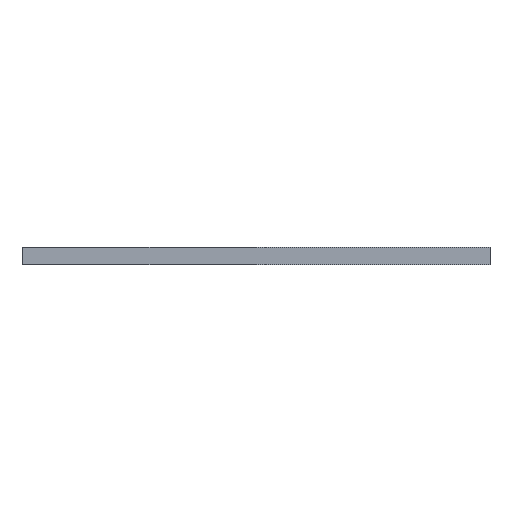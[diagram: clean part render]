
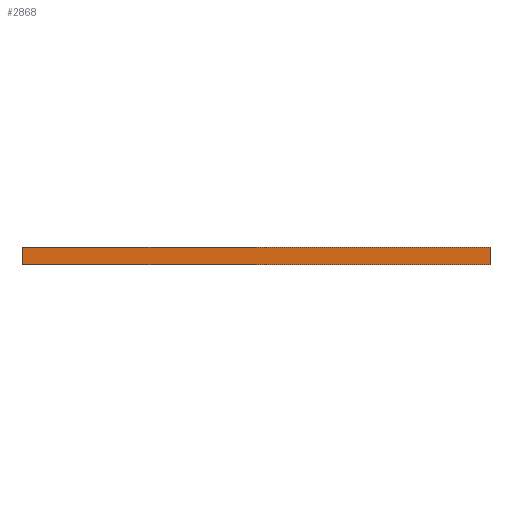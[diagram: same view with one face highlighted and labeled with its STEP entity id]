
A CAD part, left-side view. The second image highlights one B-rep face of the part: STEP entity #2868.
In plain terms, the highlighted planar face has unit normal (-1, 0, 0).
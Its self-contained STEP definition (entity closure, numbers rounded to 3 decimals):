
#34 = CARTESIAN_POINT ( 'NONE',  ( -22.4, -22.875, -0.85 ) ) ;
#63 = LINE ( 'NONE', #4466, #3829 ) ;
#292 = EDGE_CURVE ( 'NONE', #2694, #1273, #63, .T. ) ;
#296 = ORIENTED_EDGE ( 'NONE', *, *, #2960, .F. ) ;
#359 = CARTESIAN_POINT ( 'NONE',  ( -22.4, 22.875, 0.85 ) ) ;
#478 = DIRECTION ( 'NONE',  ( 0., 0., -1. ) ) ;
#755 = FACE_OUTER_BOUND ( 'NONE', #3643, .T. ) ;
#817 = CARTESIAN_POINT ( 'NONE',  ( -22.4, -22.875, 0.85 ) ) ;
#973 = LINE ( 'NONE', #1276, #1921 ) ;
#1273 = VERTEX_POINT ( 'NONE', #359 ) ;
#1276 = CARTESIAN_POINT ( 'NONE',  ( -22.4, 22.875, 0.85 ) ) ;
#1608 = DIRECTION ( 'NONE',  ( 0., 1., 0. ) ) ;
#1903 = EDGE_CURVE ( 'NONE', #3468, #3246, #4400, .T. ) ;
#1921 = VECTOR ( 'NONE', #4695, 1000. ) ;
#2041 = CARTESIAN_POINT ( 'NONE',  ( -22.4, -22.875, -0.85 ) ) ;
#2042 = DIRECTION ( 'NONE',  ( -1., 0., 0. ) ) ;
#2050 = VECTOR ( 'NONE', #1608, 1000. ) ;
#2303 = ORIENTED_EDGE ( 'NONE', *, *, #1903, .F. ) ;
#2444 = CARTESIAN_POINT ( 'NONE',  ( -22.4, 22.875, -0.85 ) ) ;
#2488 = DIRECTION ( 'NONE',  ( 0., 0., 1. ) ) ;
#2550 = VECTOR ( 'NONE', #478, 1000. ) ;
#2694 = VERTEX_POINT ( 'NONE', #5051 ) ;
#2717 = ORIENTED_EDGE ( 'NONE', *, *, #292, .T. ) ;
#2757 = ORIENTED_EDGE ( 'NONE', *, *, #2858, .T. ) ;
#2804 = AXIS2_PLACEMENT_3D ( 'NONE', #817, #2042, #2488 ) ;
#2858 = EDGE_CURVE ( 'NONE', #1273, #3246, #973, .T. ) ;
#2868 = ADVANCED_FACE ( 'NONE', ( #755 ), #3451, .T. ) ;
#2960 = EDGE_CURVE ( 'NONE', #2694, #3468, #4404, .T. ) ;
#3246 = VERTEX_POINT ( 'NONE', #2444 ) ;
#3451 = PLANE ( 'NONE',  #2804 ) ;
#3468 = VERTEX_POINT ( 'NONE', #34 ) ;
#3559 = DIRECTION ( 'NONE',  ( 0., 1., 0. ) ) ;
#3643 = EDGE_LOOP ( 'NONE', ( #2303, #296, #2717, #2757 ) ) ;
#3829 = VECTOR ( 'NONE', #3559, 1000. ) ;
#4400 = LINE ( 'NONE', #2041, #2050 ) ;
#4404 = LINE ( 'NONE', #5681, #2550 ) ;
#4466 = CARTESIAN_POINT ( 'NONE',  ( -22.4, -22.875, 0.85 ) ) ;
#4695 = DIRECTION ( 'NONE',  ( 0., 0., -1. ) ) ;
#5051 = CARTESIAN_POINT ( 'NONE',  ( -22.4, -22.875, 0.85 ) ) ;
#5681 = CARTESIAN_POINT ( 'NONE',  ( -22.4, -22.875, 0.85 ) ) ;
